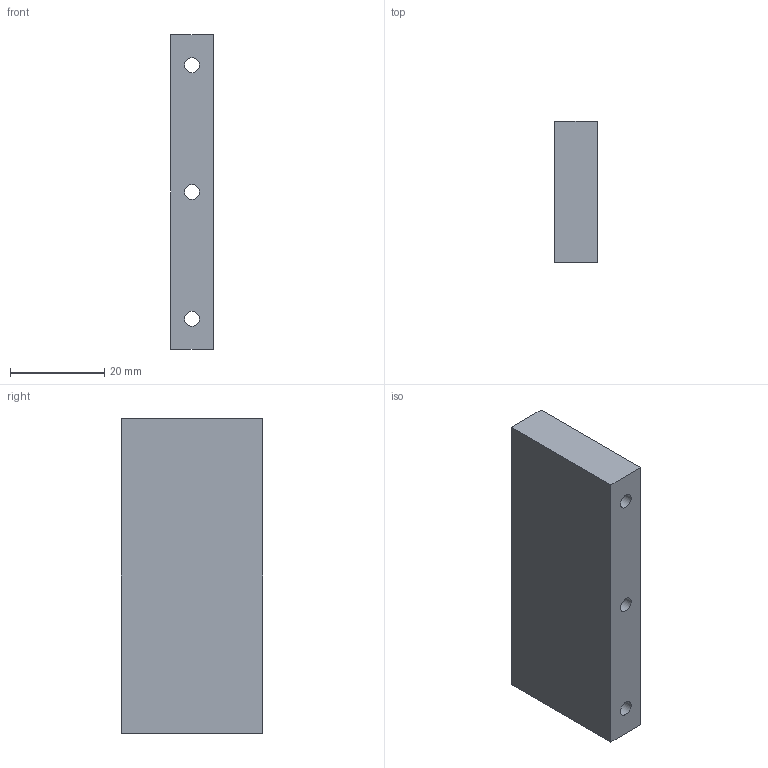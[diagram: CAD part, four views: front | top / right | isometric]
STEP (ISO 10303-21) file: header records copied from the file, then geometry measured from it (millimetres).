
FILE_DESCRIPTION(('FreeCAD Model'),'2;1');
FILE_NAME( 'conduit-bracket-plate.step', '2019-10-22T22:30:02',('Author'),(''), 'Open CASCADE STEP processor 7.3','FreeCAD','Unknown');
FILE_SCHEMA(('AUTOMOTIVE_DESIGN { 1 0 10303 214 1 1 1 1 }'));
Length unit declared in the file: millimetre
Products named in the file (1): Pocket088
Bounding box: 9 x 30 x 67 mm (x, y, z)
Volume: 16868.1 mm3; surface area: 7095.2 mm2
Topology: 1 solids, 1 shells, 45 faces, 111 edges, 74 vertices
Faces by surface type: plane 36, cylinder 9
Full cylindrical faces by diameter (mm): 3.2 x9
Entity records: 2803 total; most frequent: CARTESIAN_POINT 555, DIRECTION 386, LINE 249, VECTOR 249, ORIENTED_EDGE 222, PCURVE 222, DEFINITIONAL_REPRESENTATION 222, EDGE_CURVE 111
